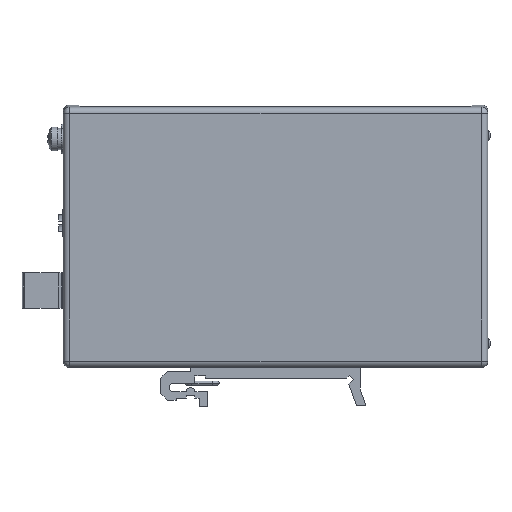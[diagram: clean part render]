
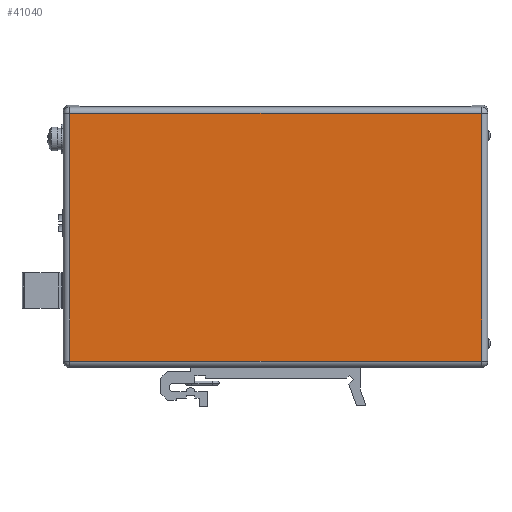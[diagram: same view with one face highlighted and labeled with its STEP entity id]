
A CAD part, front view. The second image highlights one B-rep face of the part: STEP entity #41040.
In plain terms, the highlighted planar face has unit normal (0, -1, 0).
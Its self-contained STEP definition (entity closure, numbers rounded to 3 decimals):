
#34380=DIRECTION('',(0.,0.,-1.));
#34381=VECTOR('',#34380,58.315);
#34382=CARTESIAN_POINT('',(-48.5,0.,29.015));
#34383=LINE('',#34382,#34381);
#34384=DIRECTION('',(-1.,0.,0.));
#34385=VECTOR('',#34384,97.);
#34386=CARTESIAN_POINT('',(48.5,0.,29.015));
#34387=LINE('',#34386,#34385);
#34388=DIRECTION('',(0.,0.,1.));
#34389=VECTOR('',#34388,58.315);
#34390=CARTESIAN_POINT('',(48.5,0.,-29.3));
#34391=LINE('',#34390,#34389);
#34396=DIRECTION('',(1.,0.,0.));
#34397=VECTOR('',#34396,97.);
#34398=CARTESIAN_POINT('',(-48.5,0.,-29.3));
#34399=LINE('',#34398,#34397);
#39709=CARTESIAN_POINT('',(-48.5,0.,29.015));
#39710=CARTESIAN_POINT('',(-48.5,0.,-29.3));
#39711=VERTEX_POINT('',#39709);
#39712=VERTEX_POINT('',#39710);
#39713=CARTESIAN_POINT('',(48.5,0.,-29.3));
#39714=CARTESIAN_POINT('',(48.5,0.,29.015));
#39715=VERTEX_POINT('',#39713);
#39716=VERTEX_POINT('',#39714);
#41025=CARTESIAN_POINT('',(0.,0.,0.));
#41026=DIRECTION('',(0.,1.,0.));
#41027=DIRECTION('',(0.,0.,-1.));
#41028=AXIS2_PLACEMENT_3D('',#41025,#41026,#41027);
#41029=PLANE('',#41028);
#41031=ORIENTED_EDGE('',*,*,#41030,.F.);
#41033=ORIENTED_EDGE('',*,*,#41032,.F.);
#41035=ORIENTED_EDGE('',*,*,#41034,.F.);
#41037=ORIENTED_EDGE('',*,*,#41036,.F.);
#41038=EDGE_LOOP('',(#41031,#41033,#41035,#41037));
#41039=FACE_OUTER_BOUND('',#41038,.F.);
#41040=ADVANCED_FACE('',(#41039),#41029,.F.);
#41030=EDGE_CURVE('',#39712,#39715,#34399,.T.);
#41032=EDGE_CURVE('',#39711,#39712,#34383,.T.);
#41034=EDGE_CURVE('',#39716,#39711,#34387,.T.);
#41036=EDGE_CURVE('',#39715,#39716,#34391,.T.);
